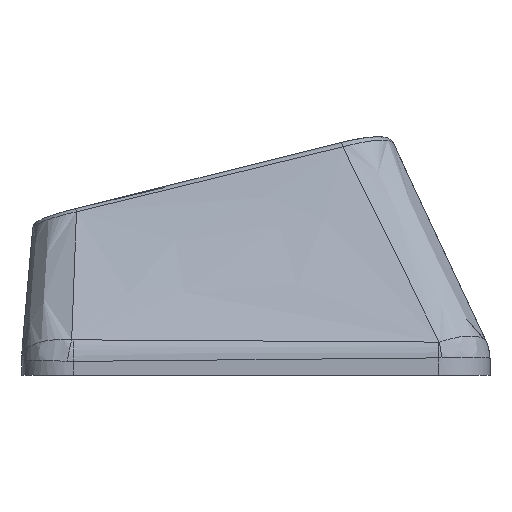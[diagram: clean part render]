
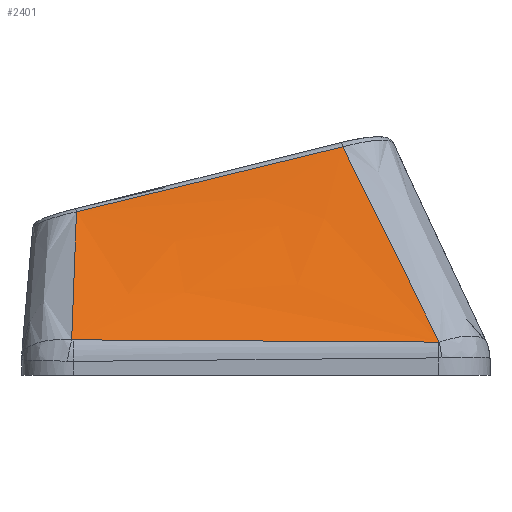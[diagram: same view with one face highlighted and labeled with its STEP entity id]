
A CAD part, left-side view. The second image highlights one B-rep face of the part: STEP entity #2401.
In plain terms, the highlighted free-form (B-spline) face has degree [3, 3] with [4, 4] control points.
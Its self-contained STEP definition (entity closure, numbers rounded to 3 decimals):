
#374=FACE_OUTER_BOUND('',#497,.T.);
#497=EDGE_LOOP('',(#1822,#1823,#1824,#1825,#1826,#1827));
#730=B_SPLINE_CURVE_WITH_KNOTS('',3,(#4612,#4613,#4614,#4615),
 .UNSPECIFIED.,.F.,.F.,(4,4),(0.,0.003),
 .UNSPECIFIED.);
#732=B_SPLINE_CURVE_WITH_KNOTS('',3,(#4639,#4640,#4641,#4642),
 .UNSPECIFIED.,.F.,.F.,(4,4),(0.,1.416),.UNSPECIFIED.);
#734=B_SPLINE_CURVE_WITH_KNOTS('',3,(#4666,#4667,#4668,#4669),
 .UNSPECIFIED.,.F.,.F.,(4,4),(0.,0.006),
 .UNSPECIFIED.);
#749=B_SPLINE_CURVE_WITH_KNOTS('',3,(#4945,#4946,#4947,#4948),
 .UNSPECIFIED.,.F.,.F.,(4,4),(0.024,0.935),
 .UNSPECIFIED.);
#750=B_SPLINE_CURVE_WITH_KNOTS('',3,(#4950,#4951,#4952,#4953),
 .UNSPECIFIED.,.F.,.F.,(4,4),(-1.063,0.),.UNSPECIFIED.);
#751=B_SPLINE_CURVE_WITH_KNOTS('',3,(#4954,#4955,#4956,#4957),
 .UNSPECIFIED.,.F.,.F.,(4,4),(-0.618,-0.018),
 .UNSPECIFIED.);
#979=VERTEX_POINT('',#4574);
#981=VERTEX_POINT('',#4605);
#983=VERTEX_POINT('',#4632);
#985=VERTEX_POINT('',#4659);
#1001=VERTEX_POINT('',#4944);
#1002=VERTEX_POINT('',#4949);
#1283=EDGE_CURVE('',#979,#981,#730,.T.);
#1286=EDGE_CURVE('',#981,#983,#732,.T.);
#1289=EDGE_CURVE('',#983,#985,#734,.T.);
#1313=EDGE_CURVE('',#1001,#979,#749,.T.);
#1314=EDGE_CURVE('',#1002,#1001,#750,.T.);
#1315=EDGE_CURVE('',#985,#1002,#751,.T.);
#1822=ORIENTED_EDGE('',*,*,#1289,.F.);
#1823=ORIENTED_EDGE('',*,*,#1286,.F.);
#1824=ORIENTED_EDGE('',*,*,#1283,.F.);
#1825=ORIENTED_EDGE('',*,*,#1313,.F.);
#1826=ORIENTED_EDGE('',*,*,#1314,.F.);
#1827=ORIENTED_EDGE('',*,*,#1315,.F.);
#2339=B_SPLINE_SURFACE_WITH_KNOTS('',3,3,((#4928,#4929,#4930,#4931),(#4932,
#4933,#4934,#4935),(#4936,#4937,#4938,#4939),(#4940,#4941,#4942,#4943)),
 .UNSPECIFIED.,.F.,.F.,.F.,(4,4),(4,4),(0.101,0.894),
(0.025,0.964),.UNSPECIFIED.);
#2401=ADVANCED_FACE('',(#374),#2339,.T.);
#4574=CARTESIAN_POINT('',(-20.855,-7.111,0.294));
#4605=CARTESIAN_POINT('',(-20.856,-7.076,0.292));
#4612=CARTESIAN_POINT('Ctrl Pts',(-20.855,-7.111,0.294));
#4613=CARTESIAN_POINT('Ctrl Pts',(-20.856,-7.1,0.292));
#4614=CARTESIAN_POINT('Ctrl Pts',(-20.856,-7.088,0.291));
#4615=CARTESIAN_POINT('Ctrl Pts',(-20.856,-7.076,0.292));
#4632=CARTESIAN_POINT('',(-20.732,7.092,0.379));
#4639=CARTESIAN_POINT('Ctrl Pts',(-20.856,-7.076,0.292));
#4640=CARTESIAN_POINT('Ctrl Pts',(-20.831,-2.355,0.316));
#4641=CARTESIAN_POINT('Ctrl Pts',(-20.798,2.367,0.345));
#4642=CARTESIAN_POINT('Ctrl Pts',(-20.732,7.092,0.379));
#4659=CARTESIAN_POINT('',(-20.727,7.152,0.385));
#4666=CARTESIAN_POINT('Ctrl Pts',(-20.732,7.092,0.379));
#4667=CARTESIAN_POINT('Ctrl Pts',(-20.732,7.112,0.38));
#4668=CARTESIAN_POINT('Ctrl Pts',(-20.73,7.132,0.382));
#4669=CARTESIAN_POINT('Ctrl Pts',(-20.727,7.152,0.385));
#4928=CARTESIAN_POINT('Ctrl Pts',(-17.412,-3.785,7.971));
#4929=CARTESIAN_POINT('Ctrl Pts',(-18.56,-4.894,5.411));
#4930=CARTESIAN_POINT('Ctrl Pts',(-19.708,-6.003,2.852));
#4931=CARTESIAN_POINT('Ctrl Pts',(-20.856,-7.112,0.292));
#4932=CARTESIAN_POINT('Ctrl Pts',(-17.412,-0.131,
7.084));
#4933=CARTESIAN_POINT('Ctrl Pts',(-18.56,-0.873,
4.809));
#4934=CARTESIAN_POINT('Ctrl Pts',(-19.708,-1.615,2.534));
#4935=CARTESIAN_POINT('Ctrl Pts',(-20.856,-2.358,0.259));
#4936=CARTESIAN_POINT('Ctrl Pts',(-17.412,3.523,6.196));
#4937=CARTESIAN_POINT('Ctrl Pts',(-18.56,3.148,4.206));
#4938=CARTESIAN_POINT('Ctrl Pts',(-19.708,2.772,2.217));
#4939=CARTESIAN_POINT('Ctrl Pts',(-20.856,2.397,0.227));
#4940=CARTESIAN_POINT('Ctrl Pts',(-17.412,7.177,5.309));
#4941=CARTESIAN_POINT('Ctrl Pts',(-18.56,7.168,3.604));
#4942=CARTESIAN_POINT('Ctrl Pts',(-19.708,7.16,1.899));
#4943=CARTESIAN_POINT('Ctrl Pts',(-20.856,7.151,0.194));
#4944=CARTESIAN_POINT('',(-17.412,-3.359,7.868));
#4945=CARTESIAN_POINT('Ctrl Pts',(-17.412,-3.359,7.868));
#4946=CARTESIAN_POINT('Ctrl Pts',(-18.575,-4.621,5.353));
#4947=CARTESIAN_POINT('Ctrl Pts',(-19.719,-5.869,2.826));
#4948=CARTESIAN_POINT('Ctrl Pts',(-20.855,-7.111,0.294));
#4949=CARTESIAN_POINT('',(-17.42,6.967,5.348));
#4950=CARTESIAN_POINT('Ctrl Pts',(-17.42,6.967,5.348));
#4951=CARTESIAN_POINT('Ctrl Pts',(-17.419,3.524,6.182));
#4952=CARTESIAN_POINT('Ctrl Pts',(-17.415,0.082,
7.024));
#4953=CARTESIAN_POINT('Ctrl Pts',(-17.412,-3.359,7.868));
#4954=CARTESIAN_POINT('Ctrl Pts',(-20.727,7.152,0.385));
#4955=CARTESIAN_POINT('Ctrl Pts',(-19.617,7.074,2.035));
#4956=CARTESIAN_POINT('Ctrl Pts',(-18.515,7.009,3.69));
#4957=CARTESIAN_POINT('Ctrl Pts',(-17.42,6.967,5.348));
